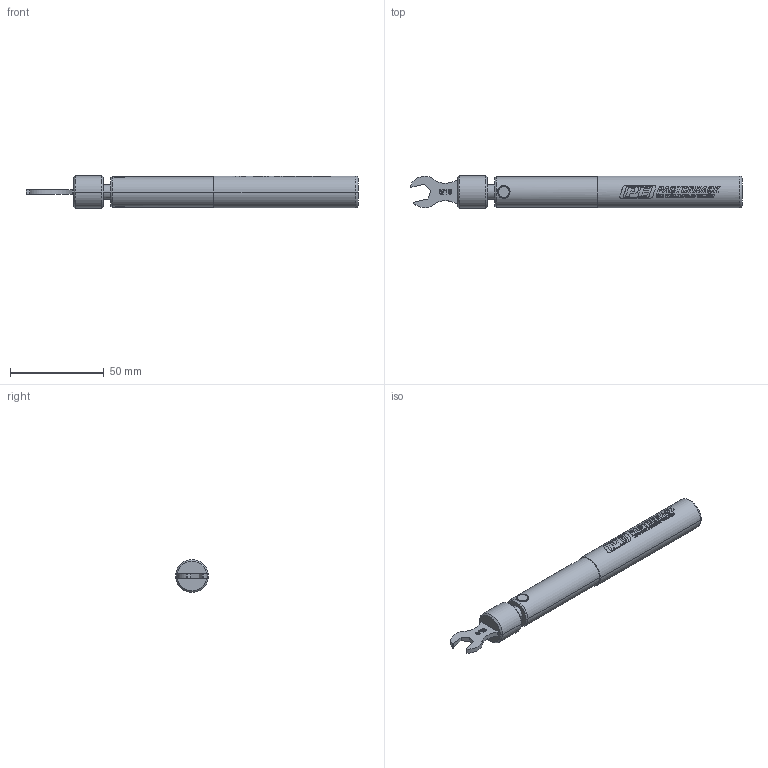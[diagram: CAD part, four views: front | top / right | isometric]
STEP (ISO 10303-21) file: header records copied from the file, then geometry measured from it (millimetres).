
FILE_DESCRIPTION (( 'STEP AP203' ), '1' );
FILE_NAME ('PE5011-1.step', '2019-07-25T21:07:11', ( '' ), ( '' ), 'SwSTEP 2.0', 'SolidWorks 2018', '' );
FILE_SCHEMA (( 'CONFIG_CONTROL_DESIGN' ));
Length unit declared in the file: inch
Products named in the file (1): PE5011-1
Bounding box: 176.67 x 17.46 x 17.46 mm (x, y, z)
Volume: 32930.6 mm3; surface area: 9910.4 mm2
Topology: 2 solids, 2 shells, 621 faces, 1690 edges, 1122 vertices
Faces by surface type: plane 335, cylinder 152, bspline 122, cone 10, torus 2
Entity records: 28339 total; most frequent: CARTESIAN_POINT 14594, ORIENTED_EDGE 3380, DIRECTION 2028, EDGE_CURVE 1690, VERTEX_POINT 1122, VECTOR 888, LINE 888, EDGE_LOOP 676
